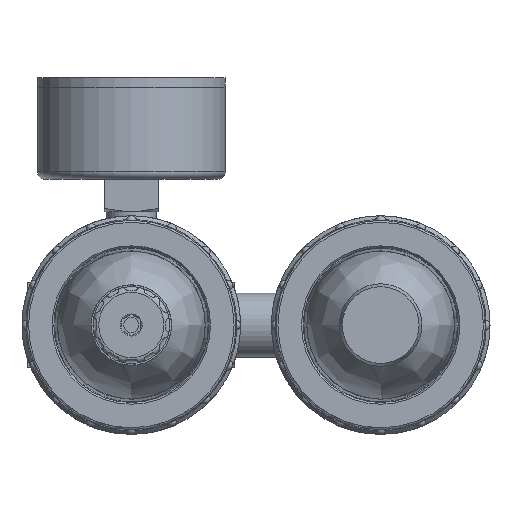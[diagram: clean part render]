
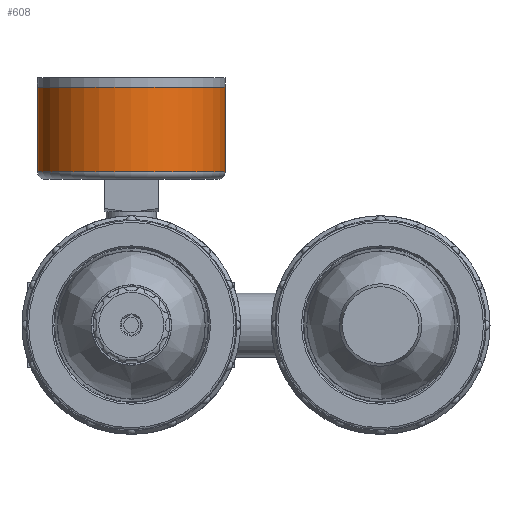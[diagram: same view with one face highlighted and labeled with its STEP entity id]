
A CAD part, front view. The second image highlights one B-rep face of the part: STEP entity #608.
In plain terms, the highlighted cylindrical face has radius 24.5 mm (diameter 49 mm), a full revolution.
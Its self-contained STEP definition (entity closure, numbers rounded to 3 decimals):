
#608 = ADVANCED_FACE( '', ( #1855, #1856 ), #1857, .T. );
#1855 = FACE_OUTER_BOUND( '', #3778, .T. );
#1856 = FACE_OUTER_BOUND( '', #3779, .T. );
#1857 = CYLINDRICAL_SURFACE( '', #3780, 24.5 );
#3778 = EDGE_LOOP( '', ( #7348 ) );
#3779 = EDGE_LOOP( '', ( #7349 ) );
#3780 = AXIS2_PLACEMENT_3D( '', #7350, #7351, #7352 );
#7348 = ORIENTED_EDGE( '', *, *, #12861, .F. );
#7349 = ORIENTED_EDGE( '', *, *, #12862, .T. );
#7350 = CARTESIAN_POINT( '', ( 0., 0., 18.5 ) );
#7351 = DIRECTION( '', ( 0., 0., 1. ) );
#7352 = DIRECTION( '', ( -1., 0., 0. ) );
#12861 = EDGE_CURVE( '', #15530, #15530, #15531, .T. );
#12862 = EDGE_CURVE( '', #15532, #15532, #15533, .T. );
#15530 = VERTEX_POINT( '', #20680 );
#15531 = CIRCLE( '', #20681, 24.5 );
#15532 = VERTEX_POINT( '', #20682 );
#15533 = CIRCLE( '', #20683, 24.5 );
#20680 = CARTESIAN_POINT( '', ( -24.5, 0., 20.5 ) );
#20681 = AXIS2_PLACEMENT_3D( '', #27552, #27553, #27554 );
#20682 = CARTESIAN_POINT( '', ( -24.5, 0., 42.48 ) );
#20683 = AXIS2_PLACEMENT_3D( '', #27555, #27556, #27557 );
#27552 = CARTESIAN_POINT( '', ( 0., 0., 20.5 ) );
#27553 = DIRECTION( '', ( 0., 0., -1. ) );
#27554 = DIRECTION( '', ( -1., 0., 0. ) );
#27555 = CARTESIAN_POINT( '', ( 0., 0., 42.48 ) );
#27556 = DIRECTION( '', ( 0., 0., -1. ) );
#27557 = DIRECTION( '', ( -1., 0., 0. ) );
